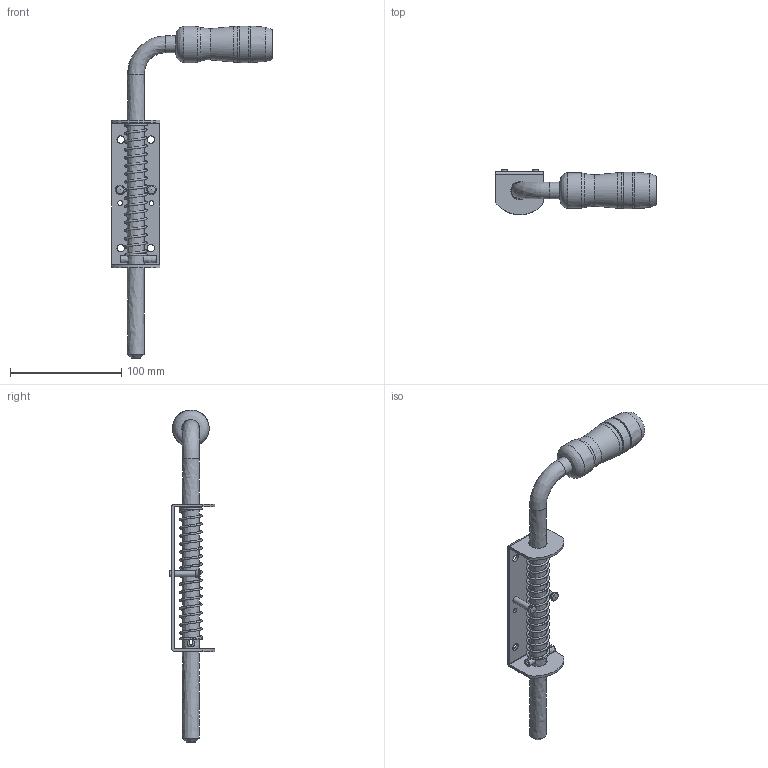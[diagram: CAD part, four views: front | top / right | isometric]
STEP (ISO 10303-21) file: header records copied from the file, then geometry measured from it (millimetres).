
FILE_DESCRIPTION(('FreeCAD Model'),'2;1');
FILE_NAME('Open CASCADE Shape Model','2025-05-01T21:17:50',('FreeCAD'),( 'FreeCAD'),'Open CASCADE STEP processor 7.6','FreeCAD','Unknown');
FILE_SCHEMA(('AUTOMOTIVE_DESIGN { 1 0 10303 214 1 1 1 1 }'));
Length unit declared in the file: millimetre
Products named in the file (1): Open CASCADE STEP translator 7.6 1
Bounding box: 144.64 x 41.21 x 298.93 mm (x, y, z)
Volume: 145233.9 mm3; surface area: 56611.4 mm2
Topology: 4 solids, 4 shells, 95 faces, 216 edges, 128 vertices
Faces by surface type: bspline 95
Entity records: 6291 total; most frequent: CARTESIAN_POINT 5053, ORIENTED_EDGE 428, EDGE_CURVE 214, VERTEX_POINT 128, FACE_BOUND 118, EDGE_LOOP 118, ADVANCED_FACE 95, B_SPLINE_CURVE_WITH_KNOTS 93
